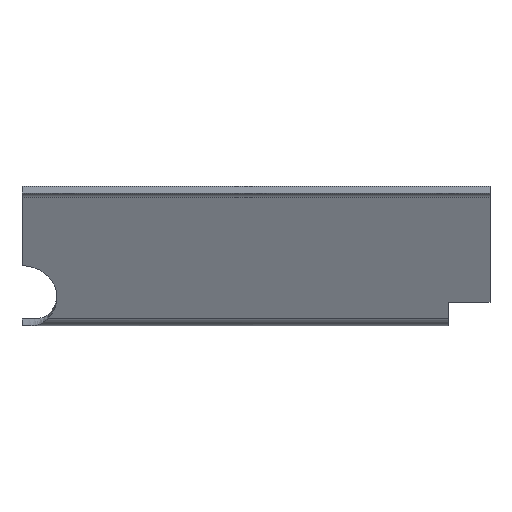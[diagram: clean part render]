
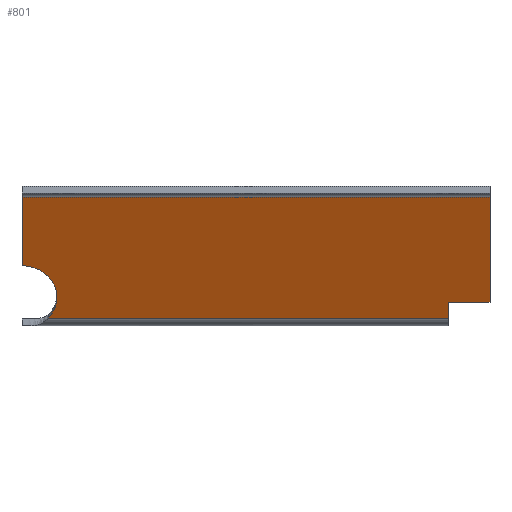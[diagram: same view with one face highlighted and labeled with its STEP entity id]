
A CAD part, front view. The second image highlights one B-rep face of the part: STEP entity #801.
In plain terms, the highlighted planar face has unit normal (0, -0.899, -0.438).
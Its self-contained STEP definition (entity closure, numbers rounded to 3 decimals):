
#122 = CARTESIAN_POINT ( 'NONE',  ( -33.5, 0., 0. ) ) ;
#133 = VECTOR ( 'NONE', #317, 1000. ) ;
#139 = ORIENTED_EDGE ( 'NONE', *, *, #411, .T. ) ;
#144 = VERTEX_POINT ( 'NONE', #859 ) ;
#148 = CIRCLE ( 'NONE', #1045, 5. ) ;
#202 = VERTEX_POINT ( 'NONE', #780 ) ;
#208 = VERTEX_POINT ( 'NONE', #1193 ) ;
#267 = VECTOR ( 'NONE', #367, 1000. ) ;
#282 = CARTESIAN_POINT ( 'NONE',  ( 33.5, -8.993, 18.438 ) ) ;
#317 = DIRECTION ( 'NONE',  ( -1., 0., 0. ) ) ;
#331 = LINE ( 'NONE', #122, #733 ) ;
#338 = CARTESIAN_POINT ( 'NONE',  ( -29.765, -0.548, 1.123 ) ) ;
#341 = VERTEX_POINT ( 'NONE', #338 ) ;
#367 = DIRECTION ( 'NONE',  ( 0., -0.438, 0.899 ) ) ;
#375 = DIRECTION ( 'NONE',  ( 1., 0., 0. ) ) ;
#379 = DIRECTION ( 'NONE',  ( 0., 0.438, -0.899 ) ) ;
#391 = CARTESIAN_POINT ( 'NONE',  ( 27.5, 8.172, -16.756 ) ) ;
#411 = EDGE_CURVE ( 'NONE', #905, #341, #907, .T. ) ;
#420 = DIRECTION ( 'NONE',  ( 1., 0., 0. ) ) ;
#451 = EDGE_CURVE ( 'NONE', #869, #972, #466, .T. ) ;
#466 = LINE ( 'NONE', #771, #1052 ) ;
#477 = DIRECTION ( 'NONE',  ( 1., 0., 0. ) ) ;
#489 = LINE ( 'NONE', #757, #267 ) ;
#496 = ORIENTED_EDGE ( 'NONE', *, *, #1297, .F. ) ;
#499 = LINE ( 'NONE', #391, #627 ) ;
#512 = DIRECTION ( 'NONE',  ( 0., 0.899, 0.438 ) ) ;
#533 = CARTESIAN_POINT ( 'NONE',  ( 27.5, -1.644, 3.37 ) ) ;
#574 = ORIENTED_EDGE ( 'NONE', *, *, #1216, .T. ) ;
#602 = CARTESIAN_POINT ( 'NONE',  ( -33.5, -2.005, 4.111 ) ) ;
#627 = VECTOR ( 'NONE', #697, 1000. ) ;
#669 = FACE_OUTER_BOUND ( 'NONE', #746, .T. ) ;
#680 = AXIS2_PLACEMENT_3D ( 'NONE', #1287, #682, #375 ) ;
#682 = DIRECTION ( 'NONE',  ( 0., 0.899, 0.438 ) ) ;
#686 = ORIENTED_EDGE ( 'NONE', *, *, #1130, .T. ) ;
#690 = LINE ( 'NONE', #282, #1295 ) ;
#697 = DIRECTION ( 'NONE',  ( 0., -0.438, 0.899 ) ) ;
#712 = ORIENTED_EDGE ( 'NONE', *, *, #451, .T. ) ;
#720 = CARTESIAN_POINT ( 'NONE',  ( -33.5, -4.197, 8.605 ) ) ;
#729 = CARTESIAN_POINT ( 'NONE',  ( 33.5, -0.548, 1.123 ) ) ;
#733 = VECTOR ( 'NONE', #1116, 1000. ) ;
#743 = CARTESIAN_POINT ( 'NONE',  ( 33.5, -1.644, 3.37 ) ) ;
#746 = EDGE_LOOP ( 'NONE', ( #574, #139, #1214, #686, #712, #1012, #1209, #496 ) ) ;
#757 = CARTESIAN_POINT ( 'NONE',  ( 33.5, 0., 0. ) ) ;
#769 = EDGE_CURVE ( 'NONE', #972, #202, #489, .T. ) ;
#771 = CARTESIAN_POINT ( 'NONE',  ( 27.5, -1.644, 3.37 ) ) ;
#776 = CARTESIAN_POINT ( 'NONE',  ( 33.5, 0., 0. ) ) ;
#780 = CARTESIAN_POINT ( 'NONE',  ( 33.5, -8.993, 18.438 ) ) ;
#801 = ADVANCED_FACE ( 'NONE', ( #669 ), #1071, .T. ) ;
#859 = CARTESIAN_POINT ( 'NONE',  ( -33.5, -8.993, 18.438 ) ) ;
#869 = VERTEX_POINT ( 'NONE', #533 ) ;
#905 = VERTEX_POINT ( 'NONE', #1117 ) ;
#907 = CIRCLE ( 'NONE', #680, 5. ) ;
#929 = LINE ( 'NONE', #729, #133 ) ;
#944 = VERTEX_POINT ( 'NONE', #720 ) ;
#972 = VERTEX_POINT ( 'NONE', #743 ) ;
#1002 = DIRECTION ( 'NONE',  ( -1., 0., 0. ) ) ;
#1012 = ORIENTED_EDGE ( 'NONE', *, *, #769, .T. ) ;
#1040 = AXIS2_PLACEMENT_3D ( 'NONE', #776, #1278, #379 ) ;
#1045 = AXIS2_PLACEMENT_3D ( 'NONE', #602, #512, #420 ) ;
#1052 = VECTOR ( 'NONE', #477, 1000. ) ;
#1071 = PLANE ( 'NONE',  #1040 ) ;
#1116 = DIRECTION ( 'NONE',  ( 0., -0.438, 0.899 ) ) ;
#1117 = CARTESIAN_POINT ( 'NONE',  ( -28.5, -2.005, 4.111 ) ) ;
#1130 = EDGE_CURVE ( 'NONE', #208, #869, #499, .T. ) ;
#1157 = EDGE_CURVE ( 'NONE', #202, #144, #690, .T. ) ;
#1193 = CARTESIAN_POINT ( 'NONE',  ( 27.5, -0.548, 1.123 ) ) ;
#1209 = ORIENTED_EDGE ( 'NONE', *, *, #1157, .T. ) ;
#1214 = ORIENTED_EDGE ( 'NONE', *, *, #1267, .F. ) ;
#1216 = EDGE_CURVE ( 'NONE', #944, #905, #148, .T. ) ;
#1267 = EDGE_CURVE ( 'NONE', #208, #341, #929, .T. ) ;
#1278 = DIRECTION ( 'NONE',  ( 0., -0.899, -0.438 ) ) ;
#1287 = CARTESIAN_POINT ( 'NONE',  ( -33.5, -2.005, 4.111 ) ) ;
#1295 = VECTOR ( 'NONE', #1002, 1000. ) ;
#1297 = EDGE_CURVE ( 'NONE', #944, #144, #331, .T. ) ;
